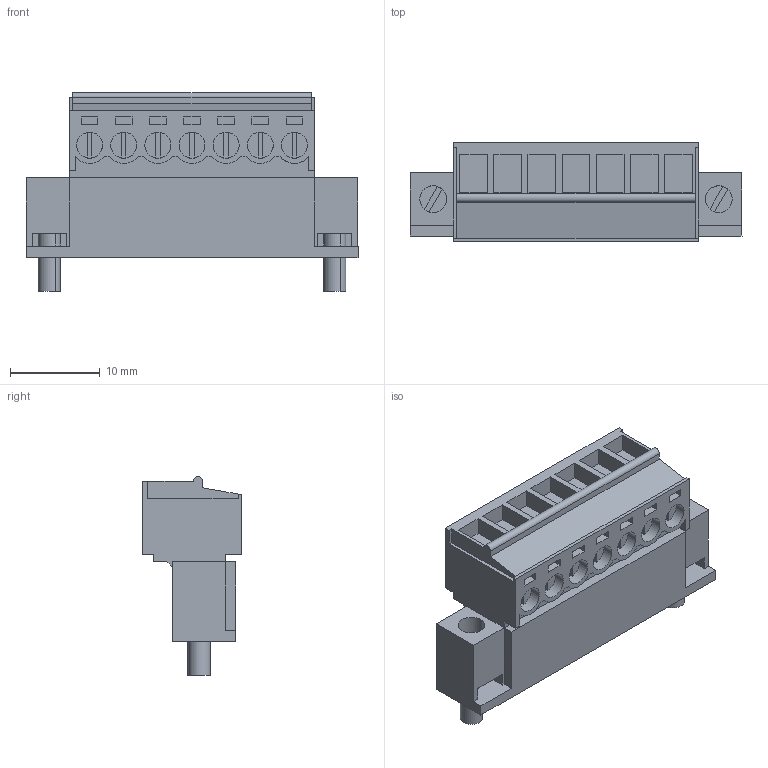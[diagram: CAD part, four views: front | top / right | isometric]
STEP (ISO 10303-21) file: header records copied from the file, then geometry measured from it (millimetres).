
FILE_DESCRIPTION(('CATIA V5 STEP Exchange','CAx-IF Rec.Pracs.--- Model Styling and Organization---1.2---2011-12-15'),'2;1');
FILE_NAME ('D1460672_0', '2018-05-10T16:32:47+00:00', ('none'), ('Weidmueller'), 'CATIA Version 5-6 Release 2014', 'CATIA V5 STEP AP214', 'none');
FILE_SCHEMA(('AUTOMOTIVE_DESIGN { 1 0 10303 214 1 1 1 1 }'));
Length unit declared in the file: millimetre
Products named in the file (1): 1970350000
Bounding box: 37.06 x 11.1 x 22.2 mm (x, y, z)
Volume: 3548.6 mm3; surface area: 4747.2 mm2
Topology: 17 solids, 17 shells, 490 faces, 1261 edges, 842 vertices
Faces by surface type: plane 417, cylinder 73
Entity records: 13697 total; most frequent: CARTESIAN_POINT 2606, ORIENTED_EDGE 2522, DIRECTION 1780, EDGE_CURVE 1261, VECTOR 1037, LINE 1037, VERTEX_POINT 842, EDGE_LOOP 535
